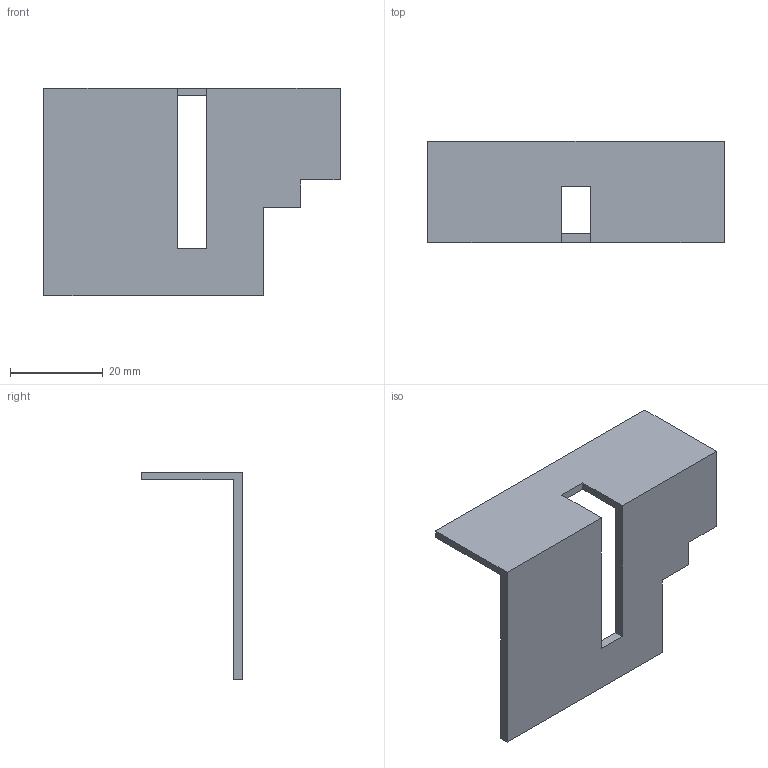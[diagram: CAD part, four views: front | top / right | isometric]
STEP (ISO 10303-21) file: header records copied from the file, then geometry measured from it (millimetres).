
FILE_DESCRIPTION (( 'STEP AP203' ), '1' );
FILE_NAME ('囀結裔.STEP', '2024-04-03T08:07:12', ( '' ), ( '' ), 'SwSTEP 2.0', 'SolidWorks 2023', '' );
FILE_SCHEMA (( 'CONFIG_CONTROL_DESIGN' ));
Length unit declared in the file: millimetre
Products named in the file (1): 内挡盖
Bounding box: 63.8 x 21.8 x 44.8 mm (x, y, z)
Volume: 6583.3 mm3; surface area: 7638.4 mm2
Topology: 1 solids, 1 shells, 16 faces, 48 edges, 32 vertices
Faces by surface type: plane 16
Entity records: 613 total; most frequent: CARTESIAN_POINT 97, ORIENTED_EDGE 96, DIRECTION 82, VECTOR 48, EDGE_CURVE 48, LINE 48, VERTEX_POINT 32, AXIS2_PLACEMENT_3D 17
